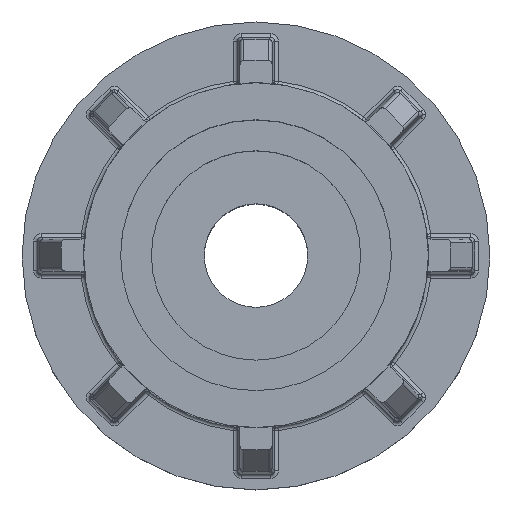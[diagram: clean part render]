
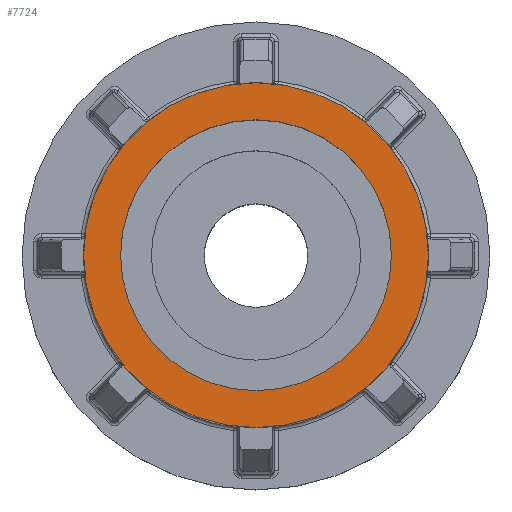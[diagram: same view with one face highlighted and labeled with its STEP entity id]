
A CAD part, top view. The second image highlights one B-rep face of the part: STEP entity #7724.
In plain terms, the highlighted planar face has unit normal (0, 0, 1).
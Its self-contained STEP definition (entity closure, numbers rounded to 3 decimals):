
#26 = CARTESIAN_POINT ( 'NONE',  ( 0., 0., 43. ) ) ;
#116 = ORIENTED_EDGE ( 'NONE', *, *, #9061, .F. ) ;
#562 = AXIS2_PLACEMENT_3D ( 'NONE', #5282, #791, #6016 ) ;
#659 = DIRECTION ( 'NONE',  ( 0., 0., 1. ) ) ;
#729 = EDGE_CURVE ( 'NONE', #5192, #8632, #1457, .T. ) ;
#791 = DIRECTION ( 'NONE',  ( 0., 0., 1. ) ) ;
#813 = DIRECTION ( 'NONE',  ( 1., 0., 0. ) ) ;
#866 = ORIENTED_EDGE ( 'NONE', *, *, #6383, .T. ) ;
#1457 = CIRCLE ( 'NONE', #3289, 11. ) ;
#2095 = CARTESIAN_POINT ( 'NONE',  ( 0., 0., 43. ) ) ;
#2126 = DIRECTION ( 'NONE',  ( 0., 0., 1. ) ) ;
#2350 = AXIS2_PLACEMENT_3D ( 'NONE', #2095, #659, #5900 ) ;
#2523 = CIRCLE ( 'NONE', #7618, 14. ) ;
#2701 = ORIENTED_EDGE ( 'NONE', *, *, #4689, .T. ) ;
#2759 = DIRECTION ( 'NONE',  ( 0., 0., 1. ) ) ;
#3027 = CARTESIAN_POINT ( 'NONE',  ( -14., 0., 43. ) ) ;
#3289 = AXIS2_PLACEMENT_3D ( 'NONE', #7164, #2759, #7866 ) ;
#3557 = VERTEX_POINT ( 'NONE', #5120 ) ;
#3759 = CARTESIAN_POINT ( 'NONE',  ( 11., 0., 43. ) ) ;
#4123 = EDGE_LOOP ( 'NONE', ( #2701, #866 ) ) ;
#4663 = CARTESIAN_POINT ( 'NONE',  ( -11., 0., 43. ) ) ;
#4689 = EDGE_CURVE ( 'NONE', #9091, #3557, #2523, .T. ) ;
#5120 = CARTESIAN_POINT ( 'NONE',  ( 14., 0., 43. ) ) ;
#5153 = PLANE ( 'NONE',  #2350 ) ;
#5192 = VERTEX_POINT ( 'NONE', #3759 ) ;
#5282 = CARTESIAN_POINT ( 'NONE',  ( 0., 0., 43. ) ) ;
#5308 = DIRECTION ( 'NONE',  ( 0., 0., 1. ) ) ;
#5424 = FACE_OUTER_BOUND ( 'NONE', #4123, .T. ) ;
#5442 = EDGE_LOOP ( 'NONE', ( #8635, #116 ) ) ;
#5796 = AXIS2_PLACEMENT_3D ( 'NONE', #26, #5308, #813 ) ;
#5900 = DIRECTION ( 'NONE',  ( 1., 0., 0. ) ) ;
#5912 = FACE_BOUND ( 'NONE', #5442, .T. ) ;
#6016 = DIRECTION ( 'NONE',  ( 1., 0., 0. ) ) ;
#6383 = EDGE_CURVE ( 'NONE', #3557, #9091, #7126, .T. ) ;
#6400 = CIRCLE ( 'NONE', #562, 11. ) ;
#6603 = CARTESIAN_POINT ( 'NONE',  ( 0., 0., 43. ) ) ;
#7126 = CIRCLE ( 'NONE', #5796, 14. ) ;
#7164 = CARTESIAN_POINT ( 'NONE',  ( 0., 0., 43. ) ) ;
#7269 = DIRECTION ( 'NONE',  ( 1., 0., 0. ) ) ;
#7618 = AXIS2_PLACEMENT_3D ( 'NONE', #6603, #2126, #7269 ) ;
#7724 = ADVANCED_FACE ( 'NONE', ( #5912, #5424 ), #5153, .T. ) ;
#7866 = DIRECTION ( 'NONE',  ( 1., 0., 0. ) ) ;
#8632 = VERTEX_POINT ( 'NONE', #4663 ) ;
#8635 = ORIENTED_EDGE ( 'NONE', *, *, #729, .F. ) ;
#9061 = EDGE_CURVE ( 'NONE', #8632, #5192, #6400, .T. ) ;
#9091 = VERTEX_POINT ( 'NONE', #3027 ) ;
